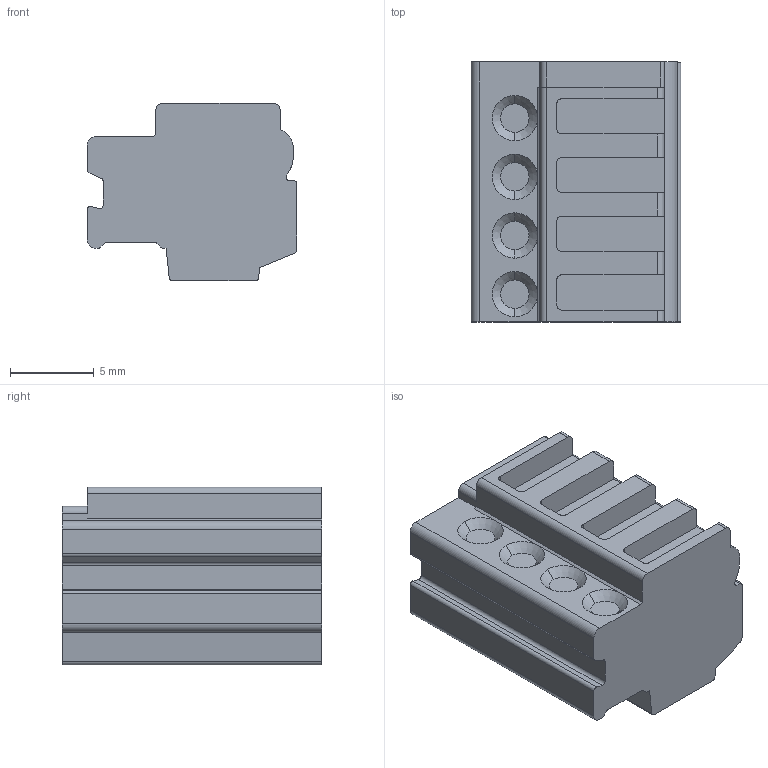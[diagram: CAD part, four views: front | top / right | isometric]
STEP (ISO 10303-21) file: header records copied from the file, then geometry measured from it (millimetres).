
FILE_DESCRIPTION((''),'2;1');
FILE_NAME('RRGG','2024-10-15T11:05:55',('tluser'),(''),'CREO PARAMETRIC BY PTC INC, 2018100','CREO PARAMETRIC BY PTC INC, 2018100','');
FILE_SCHEMA(('CONFIG_CONTROL_DESIGN'));
Length unit declared in the file: millimetre
Products named in the file (1): RRGG
Bounding box: 12.5 x 15.5 x 10.6 mm (x, y, z)
Volume: 1516.1 mm3; surface area: 1040.5 mm2
Topology: 1 solids, 1 shells, 165 faces, 445 edges, 294 vertices
Faces by surface type: plane 92, cylinder 57, cone 16
Entity records: 5310 total; most frequent: CARTESIAN_POINT 991, DIRECTION 913, ORIENTED_EDGE 890, EDGE_CURVE 445, AXIS2_PLACEMENT_3D 311, VERTEX_POINT 294, VECTOR 291, LINE 291
